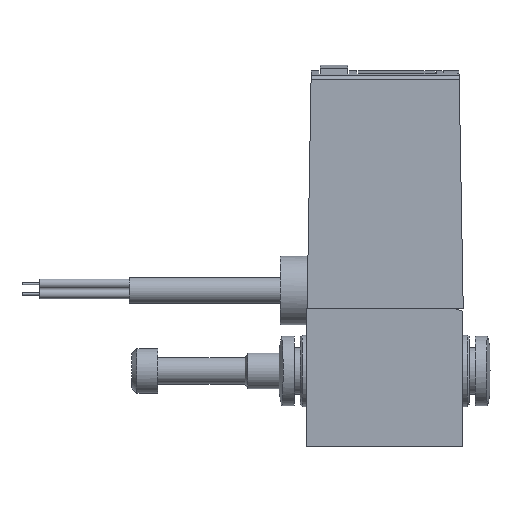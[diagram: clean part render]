
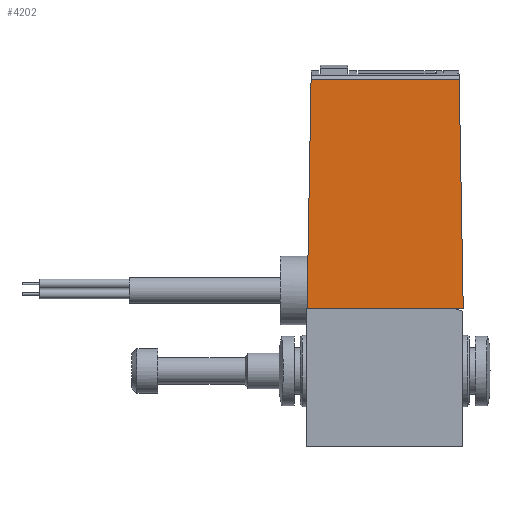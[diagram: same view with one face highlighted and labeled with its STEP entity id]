
A CAD part, top view. The second image highlights one B-rep face of the part: STEP entity #4202.
In plain terms, the highlighted planar face has unit normal (0, 0.009, 1).
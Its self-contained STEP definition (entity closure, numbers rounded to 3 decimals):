
#336=ORIENTED_EDGE('',*,*,#1164,.F.);
#337=ORIENTED_EDGE('',*,*,#1090,.F.);
#338=ORIENTED_EDGE('',*,*,#1095,.F.);
#339=ORIENTED_EDGE('',*,*,#1165,.T.);
#1090=EDGE_CURVE('',#1508,#1509,#1803,.T.);
#1095=EDGE_CURVE('',#1513,#1508,#1806,.T.);
#1164=EDGE_CURVE('',#1509,#1575,#1857,.T.);
#1165=EDGE_CURVE('',#1513,#1575,#1858,.T.);
#1508=VERTEX_POINT('',#5637);
#1509=VERTEX_POINT('',#5639);
#1513=VERTEX_POINT('',#5648);
#1575=VERTEX_POINT('',#5787);
#1803=LINE('',#5638,#2087);
#1806=LINE('',#5649,#2090);
#1857=LINE('',#5786,#2141);
#1858=LINE('',#5788,#2142);
#2087=VECTOR('',#4719,1000.);
#2090=VECTOR('',#4728,1000.);
#2141=VECTOR('',#4829,1000.);
#2142=VECTOR('',#4830,1000.);
#2375=EDGE_LOOP('',(#336,#337,#338,#339));
#2620=FACE_BOUND('',#2375,.T.);
#2858=PLANE('',#4421);
#4202=ADVANCED_FACE('',(#2620),#2858,.F.);
#4421=AXIS2_PLACEMENT_3D('',#5785,#4827,#4828);
#4719=DIRECTION('',(-1.,0.,0.));
#4728=DIRECTION('',(0.017,-1.,0.009));
#4827=DIRECTION('',(0.,-0.009,-1.));
#4828=DIRECTION('',(0.,1.,-0.009));
#4829=DIRECTION('',(0.017,1.,-0.009));
#4830=DIRECTION('',(-1.,0.,0.));
#5637=CARTESIAN_POINT('',(8.75,0.,4.75));
#5638=CARTESIAN_POINT('',(8.75,0.,4.75));
#5639=CARTESIAN_POINT('',(-8.75,0.,4.75));
#5648=CARTESIAN_POINT('',(8.302,25.668,4.526));
#5649=CARTESIAN_POINT('',(8.302,25.661,4.526));
#5785=CARTESIAN_POINT('',(8.75,25.668,4.526));
#5786=CARTESIAN_POINT('',(-8.297,25.966,4.523));
#5787=CARTESIAN_POINT('',(-8.302,25.668,4.526));
#5788=CARTESIAN_POINT('',(8.75,25.668,4.526));
